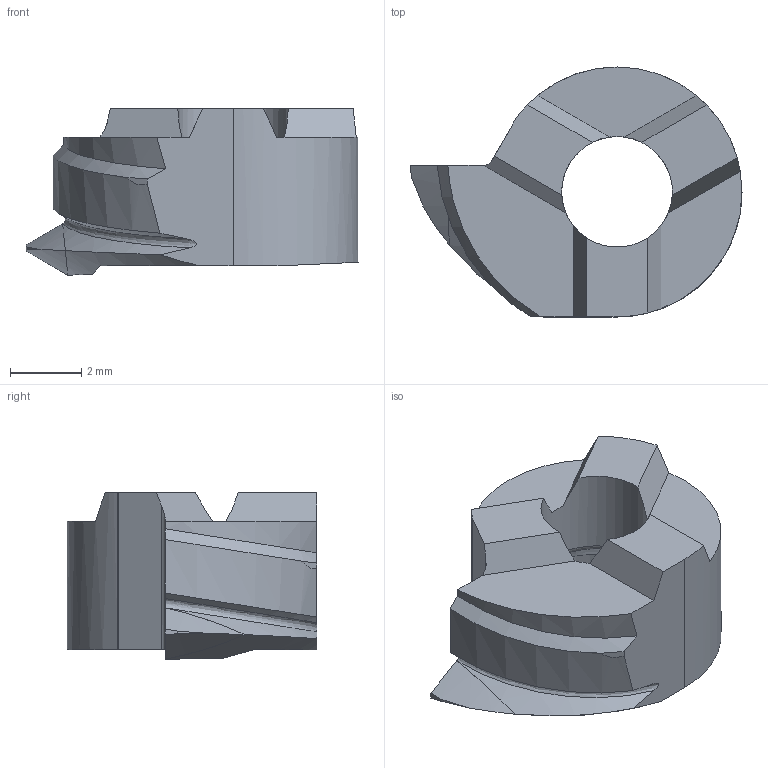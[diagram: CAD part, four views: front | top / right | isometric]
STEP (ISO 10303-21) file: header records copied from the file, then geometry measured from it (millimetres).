
FILE_DESCRIPTION(/* description */ (''),/* implementation_level */ '2;1');
FILE_NAME(/* name */ '1589866716722.stp',/* time_stamp */ '2020-05-19T11:08:49+06:00',/* author */ (''),/* organization */ ('SMS'),/* preprocessor_version */ 'ST-DEVELOPER v16.7',/* originating_system */ 'SIEMENS PLM Software NX 12.0',/* authorisation */ '');
FILE_SCHEMA (('AUTOMOTIVE_DESIGN { 1 0 10303 214 3 1 1 1 }'));
Length unit declared in the file: millimetre
Products named in the file (1): 202728419mod000_00
Bounding box: 9.3 x 7 x 4.66 mm (x, y, z)
Volume: 127 mm3; surface area: 223.1 mm2
Topology: 2 solids, 2 shells, 41 faces, 114 edges, 78 vertices
Faces by surface type: plane 25, bspline 9, cylinder 5, torus 1, cone 1
Full cylindrical faces by diameter (mm): 3.1 x1, 4.5 x1
Entity records: 1497 total; most frequent: CARTESIAN_POINT 509, ORIENTED_EDGE 214, DIRECTION 165, EDGE_CURVE 107, VERTEX_POINT 72, AXIS2_PLACEMENT_3D 61, EDGE_LOOP 45, LINE 43
